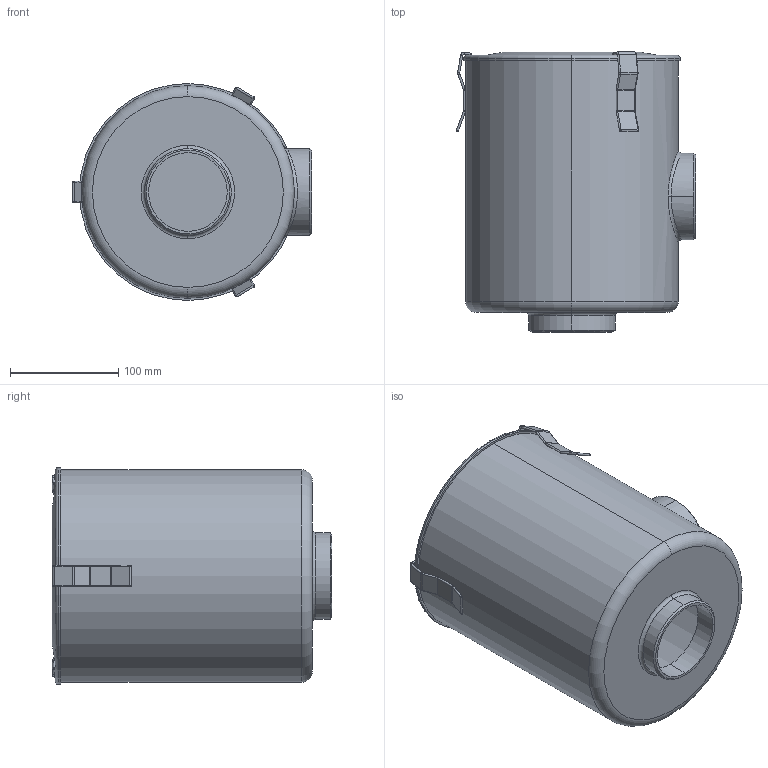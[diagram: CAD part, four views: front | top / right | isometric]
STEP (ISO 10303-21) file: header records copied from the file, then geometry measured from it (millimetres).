
FILE_DESCRIPTION((''),'2;1');
FILE_NAME('AAC41_250','2017-02-22T',('DELL'),('vacuvane vacuum technology gmbh'),'CREO PARAMETRIC BY PTC INC, 2014190','CREO PARAMETRIC BY PTC INC, 2014190','');
FILE_SCHEMA(('CONFIG_CONTROL_DESIGN'));
Length unit declared in the file: millimetre
Products named in the file (1): AAC41_250
Bounding box: 220.44 x 258.03 x 200 mm (x, y, z)
Volume: 421301.7 mm3; surface area: 415018.4 mm2
Topology: 4 solids, 4 shells, 181 faces, 362 edges, 196 vertices
Faces by surface type: cylinder 76, plane 39, torus 34, sphere 24, cone 6, bspline 2
Entity records: 5027 total; most frequent: CARTESIAN_POINT 1155, DIRECTION 910, ORIENTED_EDGE 724, AXIS2_PLACEMENT_3D 384, EDGE_CURVE 362, CIRCLE 205, VERTEX_POINT 196, EDGE_LOOP 190
